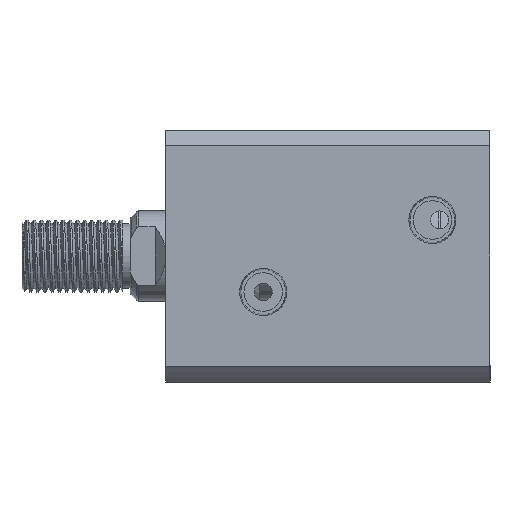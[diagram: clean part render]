
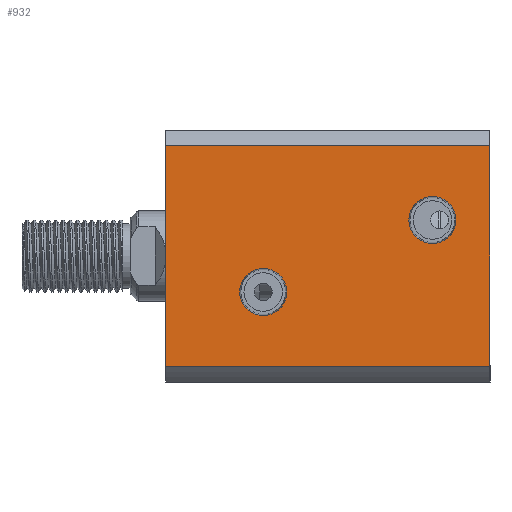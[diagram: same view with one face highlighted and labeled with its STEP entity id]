
A CAD part, left-side view. The second image highlights one B-rep face of the part: STEP entity #932.
In plain terms, the highlighted planar face has unit normal (-1, 0, 0).
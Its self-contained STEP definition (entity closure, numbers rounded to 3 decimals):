
#269 = EDGE_CURVE ( 'NONE', #3709, #7090, #8789, .T. ) ;
#303 = ORIENTED_EDGE ( 'NONE', *, *, #15289, .F. ) ;
#339 = EDGE_CURVE ( 'NONE', #1985, #1575, #14815, .T. ) ;
#440 = DIRECTION ( 'NONE',  ( 0., 0., 1. ) ) ;
#932 = ADVANCED_FACE ( 'NONE', ( #2629, #3038, #15201 ), #9239, .F. ) ;
#1075 = ORIENTED_EDGE ( 'NONE', *, *, #339, .F. ) ;
#1124 = DIRECTION ( 'NONE',  ( 0., 0., 1. ) ) ;
#1287 = EDGE_LOOP ( 'NONE', ( #13600, #7148 ) ) ;
#1575 = VERTEX_POINT ( 'NONE', #14232 ) ;
#1822 = ORIENTED_EDGE ( 'NONE', *, *, #15148, .F. ) ;
#1985 = VERTEX_POINT ( 'NONE', #5273 ) ;
#2065 = CARTESIAN_POINT ( 'NONE',  ( -35., -10., 9.459 ) ) ;
#2137 = AXIS2_PLACEMENT_3D ( 'NONE', #14962, #7729, #440 ) ;
#2411 = EDGE_LOOP ( 'NONE', ( #9837, #12295, #1822, #1075 ) ) ;
#2629 = FACE_BOUND ( 'NONE', #1287, .T. ) ;
#2656 = CARTESIAN_POINT ( 'NONE',  ( -35., 30.615, 0. ) ) ;
#2833 = EDGE_CURVE ( 'NONE', #10771, #4777, #8199, .T. ) ;
#2990 = LINE ( 'NONE', #8427, #9111 ) ;
#3038 = FACE_BOUND ( 'NONE', #13313, .T. ) ;
#3300 = VERTEX_POINT ( 'NONE', #14764 ) ;
#3709 = VERTEX_POINT ( 'NONE', #2065 ) ;
#3838 = EDGE_CURVE ( 'NONE', #10521, #1985, #2990, .T. ) ;
#3933 = LINE ( 'NONE', #11706, #12921 ) ;
#4777 = VERTEX_POINT ( 'NONE', #10203 ) ;
#4883 = CARTESIAN_POINT ( 'NONE',  ( -35., 10., 63. ) ) ;
#5273 = CARTESIAN_POINT ( 'NONE',  ( -35., 30.615, 90. ) ) ;
#5659 = CARTESIAN_POINT ( 'NONE',  ( -35., -10., 22.541 ) ) ;
#5978 = ORIENTED_EDGE ( 'NONE', *, *, #2833, .F. ) ;
#5994 = CIRCLE ( 'NONE', #15436, 6.541 ) ;
#6104 = DIRECTION ( 'NONE',  ( 0., 0., 1. ) ) ;
#6505 = CARTESIAN_POINT ( 'NONE',  ( -35., -10., 16. ) ) ;
#7090 = VERTEX_POINT ( 'NONE', #5659 ) ;
#7136 = DIRECTION ( 'NONE',  ( 0., 0., -1. ) ) ;
#7148 = ORIENTED_EDGE ( 'NONE', *, *, #269, .F. ) ;
#7729 = DIRECTION ( 'NONE',  ( -1., 0., 0. ) ) ;
#7753 = DIRECTION ( 'NONE',  ( 0., 0., 1. ) ) ;
#8199 = CIRCLE ( 'NONE', #2137, 6.541 ) ;
#8427 = CARTESIAN_POINT ( 'NONE',  ( -35., 30.615, -210. ) ) ;
#8685 = VECTOR ( 'NONE', #7136, 1000. ) ;
#8789 = CIRCLE ( 'NONE', #13356, 6.541 ) ;
#9111 = VECTOR ( 'NONE', #1124, 1000. ) ;
#9239 = PLANE ( 'NONE',  #12085 ) ;
#9604 = CARTESIAN_POINT ( 'NONE',  ( -35., 10., 69.541 ) ) ;
#9837 = ORIENTED_EDGE ( 'NONE', *, *, #3838, .F. ) ;
#10203 = CARTESIAN_POINT ( 'NONE',  ( -35., 10., 56.459 ) ) ;
#10237 = DIRECTION ( 'NONE',  ( 0., 1., 0. ) ) ;
#10295 = DIRECTION ( 'NONE',  ( 1., 0., 0. ) ) ;
#10311 = CARTESIAN_POINT ( 'NONE',  ( -35., 35., 90. ) ) ;
#10521 = VERTEX_POINT ( 'NONE', #2656 ) ;
#10622 = DIRECTION ( 'NONE',  ( 0., 0., 1. ) ) ;
#10765 = DIRECTION ( 'NONE',  ( -1., 0., 0. ) ) ;
#10771 = VERTEX_POINT ( 'NONE', #9604 ) ;
#10774 = AXIS2_PLACEMENT_3D ( 'NONE', #4883, #13399, #6104 ) ;
#10816 = CARTESIAN_POINT ( 'NONE',  ( -35., -10., 16. ) ) ;
#11002 = CARTESIAN_POINT ( 'NONE',  ( -35., 35., 90. ) ) ;
#11240 = VECTOR ( 'NONE', #13060, 1000. ) ;
#11706 = CARTESIAN_POINT ( 'NONE',  ( -35., 35., 0. ) ) ;
#11911 = LINE ( 'NONE', #14388, #8685 ) ;
#12085 = AXIS2_PLACEMENT_3D ( 'NONE', #10311, #10295, #10237 ) ;
#12295 = ORIENTED_EDGE ( 'NONE', *, *, #12514, .T. ) ;
#12514 = EDGE_CURVE ( 'NONE', #10521, #3300, #3933, .T. ) ;
#12921 = VECTOR ( 'NONE', #14116, 1000. ) ;
#13060 = DIRECTION ( 'NONE',  ( 0., -1., 0. ) ) ;
#13313 = EDGE_LOOP ( 'NONE', ( #5978, #303 ) ) ;
#13356 = AXIS2_PLACEMENT_3D ( 'NONE', #10816, #10765, #10622 ) ;
#13399 = DIRECTION ( 'NONE',  ( -1., 0., 0. ) ) ;
#13600 = ORIENTED_EDGE ( 'NONE', *, *, #14863, .F. ) ;
#13981 = CIRCLE ( 'NONE', #10774, 6.541 ) ;
#14116 = DIRECTION ( 'NONE',  ( 0., -1., 0. ) ) ;
#14232 = CARTESIAN_POINT ( 'NONE',  ( -35., -30.615, 90. ) ) ;
#14388 = CARTESIAN_POINT ( 'NONE',  ( -35., -30.615, -210. ) ) ;
#14764 = CARTESIAN_POINT ( 'NONE',  ( -35., -30.615, 0. ) ) ;
#14815 = LINE ( 'NONE', #11002, #11240 ) ;
#14863 = EDGE_CURVE ( 'NONE', #7090, #3709, #5994, .T. ) ;
#14962 = CARTESIAN_POINT ( 'NONE',  ( -35., 10., 63. ) ) ;
#14989 = DIRECTION ( 'NONE',  ( -1., 0., 0. ) ) ;
#15148 = EDGE_CURVE ( 'NONE', #1575, #3300, #11911, .T. ) ;
#15201 = FACE_OUTER_BOUND ( 'NONE', #2411, .T. ) ;
#15289 = EDGE_CURVE ( 'NONE', #4777, #10771, #13981, .T. ) ;
#15436 = AXIS2_PLACEMENT_3D ( 'NONE', #6505, #14989, #7753 ) ;
